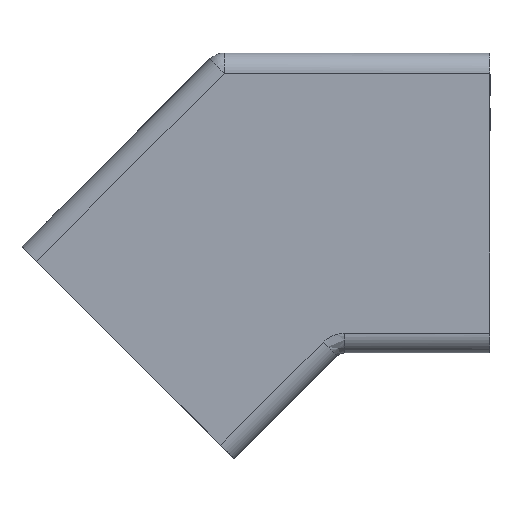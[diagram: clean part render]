
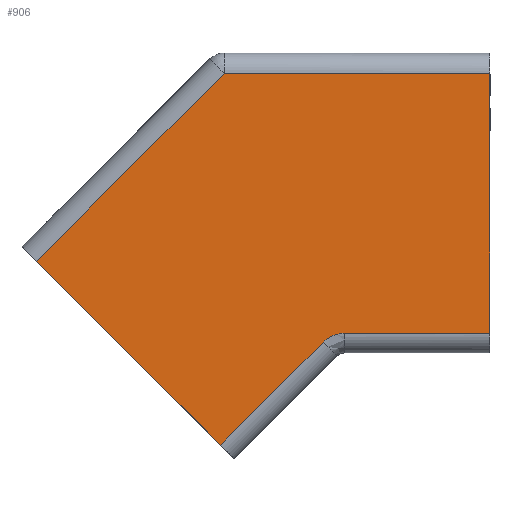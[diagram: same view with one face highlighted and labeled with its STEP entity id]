
A CAD part, left-side view. The second image highlights one B-rep face of the part: STEP entity #906.
In plain terms, the highlighted planar face has unit normal (-1, -0.007, -0.016).
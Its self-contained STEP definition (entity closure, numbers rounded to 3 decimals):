
#906=ADVANCED_FACE('',(#2258),#2259,.T.);
#2258=FACE_OUTER_BOUND('',#4299,.T.);
#2259=PLANE('',#4300);
#4299=EDGE_LOOP('',(#9150,#9151,#9152,#9153,#9154,#9155,#9156));
#4300=AXIS2_PLACEMENT_3D('',#9157,#9158,#9159);
#9150=ORIENTED_EDGE('',*,*,#12325,.T.);
#9151=ORIENTED_EDGE('',*,*,#12326,.T.);
#9152=ORIENTED_EDGE('',*,*,#11562,.T.);
#9153=ORIENTED_EDGE('',*,*,#11556,.T.);
#9154=ORIENTED_EDGE('',*,*,#11526,.T.);
#9155=ORIENTED_EDGE('',*,*,#12324,.F.);
#9156=ORIENTED_EDGE('',*,*,#12327,.T.);
#9157=CARTESIAN_POINT('',(-15.0,10.912,11.344));
#9158=DIRECTION('',(-1.,-0.007,-0.016));
#9159=DIRECTION('',(-0.016,0.0,1.));
#11526=EDGE_CURVE('',#13861,#13862,#13863,.T.);
#11556=EDGE_CURVE('',#13602,#13861,#13914,.T.);
#11562=EDGE_CURVE('',#13925,#13602,#13926,.T.);
#12324=EDGE_CURVE('',#15112,#13862,#15114,.F.);
#12325=EDGE_CURVE('',#15115,#15116,#15117,.T.);
#12326=EDGE_CURVE('',#15116,#13925,#15118,.T.);
#12327=EDGE_CURVE('',#15112,#15115,#15119,.T.);
#13602=VERTEX_POINT('',#17463);
#13861=VERTEX_POINT('',#17787);
#13862=VERTEX_POINT('',#17788);
#13863=LINE('',#17789,#17790);
#13914=LINE('',#17873,#17874);
#13925=VERTEX_POINT('',#17898);
#13926=LINE('',#17899,#17900);
#15112=VERTEX_POINT('',#19709);
#15114=LINE('',#19711,#19712);
#15115=VERTEX_POINT('',#19713);
#15116=VERTEX_POINT('',#19714);
#15117=LINE('',#19715,#19716);
#15118=LINE('',#19717,#19718);
#15119=B_SPLINE_CURVE_WITH_KNOTS('',2,(#19719,#19720,#19721,#19722,#19723),.UNSPECIFIED.,.F.,.F.,(3,2,3),(0.0,0.5,1.0),.UNSPECIFIED.);
#17463=CARTESIAN_POINT('',(-15.131,26.579,12.968));
#17787=CARTESIAN_POINT('',(-14.953,45.373,-5.827));
#17788=CARTESIAN_POINT('',(-14.534,26.989,-24.211));
#17789=CARTESIAN_POINT('',(-14.953,45.373,-5.827));
#17790=VECTOR('',#21372,1.0);
#17873=CARTESIAN_POINT('',(-15.131,26.579,12.968));
#17874=VECTOR('',#21411,1.0);
#17898=CARTESIAN_POINT('',(-14.953,0.,12.968));
#17899=CARTESIAN_POINT('',(-14.953,0.,12.968));
#17900=VECTOR('',#21414,1.0);
#19709=CARTESIAN_POINT('',(-14.631,16.688,-13.911));
#19711=CARTESIAN_POINT('',(-14.633,16.526,-13.749));
#19712=VECTOR('',#22825,1.0);
#19713=CARTESIAN_POINT('',(-14.631,14.567,-13.032));
#19714=CARTESIAN_POINT('',(-14.534,0.,-13.032));
#19715=CARTESIAN_POINT('',(-14.631,14.567,-13.032));
#19716=VECTOR('',#22826,1.0);
#19717=CARTESIAN_POINT('',(-14.927,0.,11.345));
#19718=VECTOR('',#22827,1.0);
#19719=CARTESIAN_POINT('',(-14.631,16.688,-13.911));
#19720=CARTESIAN_POINT('',(-14.635,16.267,-13.489));
#19721=CARTESIAN_POINT('',(-14.635,15.715,-13.261));
#19722=CARTESIAN_POINT('',(-14.635,15.164,-13.032));
#19723=CARTESIAN_POINT('',(-14.631,14.567,-13.032));
#21372=DIRECTION('',(0.016,-0.707,-0.707));
#21411=DIRECTION('',(0.007,0.707,-0.707));
#21414=DIRECTION('',(-0.007,1.,0.));
#22825=DIRECTION('',(-0.007,-0.707,0.707));
#22826=DIRECTION('',(0.007,-1.,0.));
#22827=DIRECTION('',(-0.016,0.0,1.));
